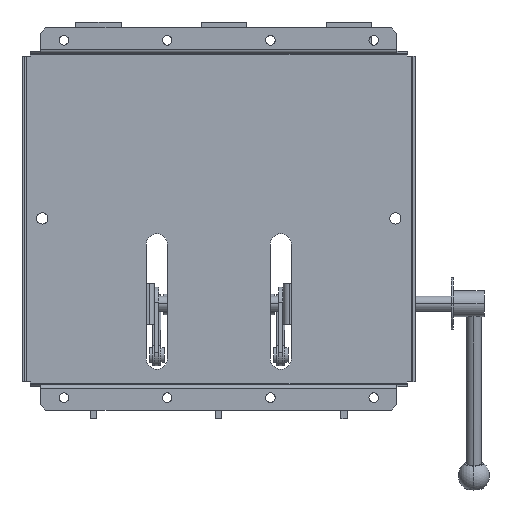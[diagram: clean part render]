
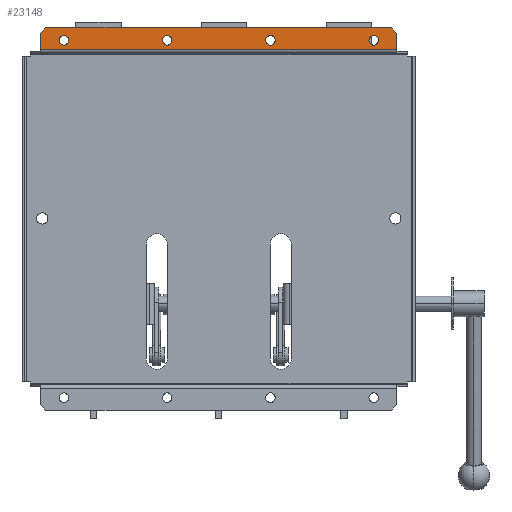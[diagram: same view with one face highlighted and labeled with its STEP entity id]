
A CAD part, front view. The second image highlights one B-rep face of the part: STEP entity #23148.
In plain terms, the highlighted planar face has unit normal (0, -1, 0).
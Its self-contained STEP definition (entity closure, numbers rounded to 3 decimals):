
#869 = FACE_BOUND ( 'NONE', #37679, .T. ) ;
#1182 = DIRECTION ( 'NONE',  ( -1., 0., 0. ) ) ;
#1624 = DIRECTION ( 'NONE',  ( 0., -1., 0. ) ) ;
#2868 = VERTEX_POINT ( 'NONE', #4910 ) ;
#3249 = CARTESIAN_POINT ( 'NONE',  ( 150., -22., 173. ) ) ;
#3559 = FACE_BOUND ( 'NONE', #26606, .T. ) ;
#3919 = EDGE_CURVE ( 'NONE', #31902, #21556, #30760, .T. ) ;
#3948 = ORIENTED_EDGE ( 'NONE', *, *, #24272, .T. ) ;
#4553 = VERTEX_POINT ( 'NONE', #34707 ) ;
#4910 = CARTESIAN_POINT ( 'NONE',  ( -50., -22., 168.4 ) ) ;
#5149 = DIRECTION ( 'NONE',  ( 0., 0., 1. ) ) ;
#5422 = VERTEX_POINT ( 'NONE', #31159 ) ;
#5623 = ORIENTED_EDGE ( 'NONE', *, *, #43644, .F. ) ;
#5843 = VECTOR ( 'NONE', #10579, 1000. ) ;
#6941 = CARTESIAN_POINT ( 'NONE',  ( -172.5, -22., 164. ) ) ;
#7030 = ORIENTED_EDGE ( 'NONE', *, *, #8757, .T. ) ;
#7348 = CIRCLE ( 'NONE', #31200, 4.6 ) ;
#7658 = ORIENTED_EDGE ( 'NONE', *, *, #10656, .T. ) ;
#8052 = VECTOR ( 'NONE', #5149, 1000. ) ;
#8298 = DIRECTION ( 'NONE',  ( 0., -1., 0. ) ) ;
#8460 = DIRECTION ( 'NONE',  ( -0.707, 0., 0.707 ) ) ;
#8607 = CARTESIAN_POINT ( 'NONE',  ( -50., -22., 173. ) ) ;
#8757 = EDGE_CURVE ( 'NONE', #17035, #20561, #27062, .T. ) ;
#9399 = PLANE ( 'NONE',  #10436 ) ;
#10039 = DIRECTION ( 'NONE',  ( 0., -1., 0. ) ) ;
#10436 = AXIS2_PLACEMENT_3D ( 'NONE', #44081, #13426, #26875 ) ;
#10579 = DIRECTION ( 'NONE',  ( -0.707, 0., -0.707 ) ) ;
#10635 = ORIENTED_EDGE ( 'NONE', *, *, #34968, .F. ) ;
#10656 = EDGE_CURVE ( 'NONE', #16764, #4553, #23677, .T. ) ;
#11273 = CARTESIAN_POINT ( 'NONE',  ( -50., -22., 173. ) ) ;
#11315 = VECTOR ( 'NONE', #42167, 1000. ) ;
#11580 = EDGE_LOOP ( 'NONE', ( #28683, #10635 ) ) ;
#11914 = CARTESIAN_POINT ( 'NONE',  ( 172.5, -22., 0. ) ) ;
#12204 = VERTEX_POINT ( 'NONE', #28328 ) ;
#12818 = CIRCLE ( 'NONE', #30551, 4.6 ) ;
#12830 = LINE ( 'NONE', #34553, #5843 ) ;
#13181 = VERTEX_POINT ( 'NONE', #42694 ) ;
#13367 = DIRECTION ( 'NONE',  ( -1., 0., 0. ) ) ;
#13426 = DIRECTION ( 'NONE',  ( 0., 1., 0. ) ) ;
#13438 = CIRCLE ( 'NONE', #33662, 4.6 ) ;
#13739 = AXIS2_PLACEMENT_3D ( 'NONE', #17985, #42133, #21459 ) ;
#14403 = VERTEX_POINT ( 'NONE', #38119 ) ;
#14524 = CARTESIAN_POINT ( 'NONE',  ( 50., -22., 168.4 ) ) ;
#14599 = DIRECTION ( 'NONE',  ( 0., -1., 0. ) ) ;
#15564 = DIRECTION ( 'NONE',  ( -1., 0., 0. ) ) ;
#15693 = CARTESIAN_POINT ( 'NONE',  ( 167.5, -22., 185. ) ) ;
#15989 = FACE_OUTER_BOUND ( 'NONE', #32944, .T. ) ;
#16764 = VERTEX_POINT ( 'NONE', #35080 ) ;
#17035 = VERTEX_POINT ( 'NONE', #42516 ) ;
#17236 = VERTEX_POINT ( 'NONE', #28026 ) ;
#17985 = CARTESIAN_POINT ( 'NONE',  ( -150., -22., 173. ) ) ;
#18101 = AXIS2_PLACEMENT_3D ( 'NONE', #36002, #1624, #1182 ) ;
#19291 = VECTOR ( 'NONE', #41297, 1000. ) ;
#19464 = CARTESIAN_POINT ( 'NONE',  ( 50., -22., 173. ) ) ;
#19630 = CARTESIAN_POINT ( 'NONE',  ( -172.5, -22., 0. ) ) ;
#19638 = CARTESIAN_POINT ( 'NONE',  ( -172.5, -22., 164. ) ) ;
#20228 = EDGE_CURVE ( 'NONE', #16764, #20561, #30052, .T. ) ;
#20561 = VERTEX_POINT ( 'NONE', #19638 ) ;
#20758 = LINE ( 'NONE', #15693, #39615 ) ;
#21365 = CARTESIAN_POINT ( 'NONE',  ( -167.5, -22., 185. ) ) ;
#21459 = DIRECTION ( 'NONE',  ( -1., 0., 0. ) ) ;
#21556 = VERTEX_POINT ( 'NONE', #21365 ) ;
#21774 = CARTESIAN_POINT ( 'NONE',  ( 0., -22., 185. ) ) ;
#21922 = EDGE_CURVE ( 'NONE', #17236, #5422, #32760, .T. ) ;
#22472 = CIRCLE ( 'NONE', #13739, 4.6 ) ;
#22980 = FACE_BOUND ( 'NONE', #35564, .T. ) ;
#23148 = ADVANCED_FACE ( 'NONE', ( #22980, #36467, #3559, #869, #15989 ), #9399, .F. ) ;
#23458 = VERTEX_POINT ( 'NONE', #24580 ) ;
#23579 = AXIS2_PLACEMENT_3D ( 'NONE', #8607, #8298, #32855 ) ;
#23677 = LINE ( 'NONE', #11914, #8052 ) ;
#24272 = EDGE_CURVE ( 'NONE', #4553, #31902, #20758, .T. ) ;
#24580 = CARTESIAN_POINT ( 'NONE',  ( -150., -22., 168.4 ) ) ;
#24703 = ORIENTED_EDGE ( 'NONE', *, *, #34184, .F. ) ;
#24998 = DIRECTION ( 'NONE',  ( -1., 0., 0. ) ) ;
#25461 = CARTESIAN_POINT ( 'NONE',  ( 167.5, -22., 185. ) ) ;
#26606 = EDGE_LOOP ( 'NONE', ( #5623, #36127 ) ) ;
#26875 = DIRECTION ( 'NONE',  ( -1., 0., 0. ) ) ;
#27062 = LINE ( 'NONE', #19630, #36730 ) ;
#27348 = EDGE_CURVE ( 'NONE', #35467, #14403, #13438, .T. ) ;
#27793 = CIRCLE ( 'NONE', #18101, 4.6 ) ;
#28026 = CARTESIAN_POINT ( 'NONE',  ( 150., -22., 177.6 ) ) ;
#28145 = EDGE_CURVE ( 'NONE', #21556, #17035, #12830, .T. ) ;
#28328 = CARTESIAN_POINT ( 'NONE',  ( -150., -22., 177.6 ) ) ;
#28683 = ORIENTED_EDGE ( 'NONE', *, *, #21922, .F. ) ;
#30052 = LINE ( 'NONE', #6941, #19291 ) ;
#30551 = AXIS2_PLACEMENT_3D ( 'NONE', #30687, #10039, #34128 ) ;
#30558 = CARTESIAN_POINT ( 'NONE',  ( -150., -22., 173. ) ) ;
#30687 = CARTESIAN_POINT ( 'NONE',  ( 50., -22., 173. ) ) ;
#30760 = LINE ( 'NONE', #21774, #11315 ) ;
#31159 = CARTESIAN_POINT ( 'NONE',  ( 150., -22., 168.4 ) ) ;
#31200 = AXIS2_PLACEMENT_3D ( 'NONE', #11273, #14599, #24998 ) ;
#31902 = VERTEX_POINT ( 'NONE', #25461 ) ;
#32412 = ORIENTED_EDGE ( 'NONE', *, *, #37790, .F. ) ;
#32760 = CIRCLE ( 'NONE', #34667, 4.6 ) ;
#32855 = DIRECTION ( 'NONE',  ( -1., 0., 0. ) ) ;
#32944 = EDGE_LOOP ( 'NONE', ( #40289, #42450, #7030, #41170, #7658, #3948 ) ) ;
#33662 = AXIS2_PLACEMENT_3D ( 'NONE', #19464, #43616, #15564 ) ;
#34128 = DIRECTION ( 'NONE',  ( -1., 0., 0. ) ) ;
#34184 = EDGE_CURVE ( 'NONE', #12204, #23458, #22472, .T. ) ;
#34430 = DIRECTION ( 'NONE',  ( -1., 0., 0. ) ) ;
#34553 = CARTESIAN_POINT ( 'NONE',  ( -172.5, -22., 180. ) ) ;
#34667 = AXIS2_PLACEMENT_3D ( 'NONE', #3249, #37598, #34430 ) ;
#34707 = CARTESIAN_POINT ( 'NONE',  ( 172.5, -22., 180. ) ) ;
#34968 = EDGE_CURVE ( 'NONE', #5422, #17236, #27793, .T. ) ;
#35080 = CARTESIAN_POINT ( 'NONE',  ( 172.5, -22., 164. ) ) ;
#35081 = EDGE_CURVE ( 'NONE', #2868, #13181, #40713, .T. ) ;
#35467 = VERTEX_POINT ( 'NONE', #14524 ) ;
#35564 = EDGE_LOOP ( 'NONE', ( #24703, #39398 ) ) ;
#36002 = CARTESIAN_POINT ( 'NONE',  ( 150., -22., 173. ) ) ;
#36127 = ORIENTED_EDGE ( 'NONE', *, *, #27348, .F. ) ;
#36134 = EDGE_CURVE ( 'NONE', #23458, #12204, #37172, .T. ) ;
#36320 = AXIS2_PLACEMENT_3D ( 'NONE', #30558, #40540, #13367 ) ;
#36467 = FACE_BOUND ( 'NONE', #11580, .T. ) ;
#36730 = VECTOR ( 'NONE', #43786, 1000. ) ;
#37172 = CIRCLE ( 'NONE', #36320, 4.6 ) ;
#37598 = DIRECTION ( 'NONE',  ( 0., -1., 0. ) ) ;
#37679 = EDGE_LOOP ( 'NONE', ( #32412, #38173 ) ) ;
#37790 = EDGE_CURVE ( 'NONE', #13181, #2868, #7348, .T. ) ;
#38119 = CARTESIAN_POINT ( 'NONE',  ( 50., -22., 177.6 ) ) ;
#38173 = ORIENTED_EDGE ( 'NONE', *, *, #35081, .F. ) ;
#39398 = ORIENTED_EDGE ( 'NONE', *, *, #36134, .F. ) ;
#39615 = VECTOR ( 'NONE', #8460, 1000. ) ;
#40289 = ORIENTED_EDGE ( 'NONE', *, *, #3919, .T. ) ;
#40540 = DIRECTION ( 'NONE',  ( 0., -1., 0. ) ) ;
#40713 = CIRCLE ( 'NONE', #23579, 4.6 ) ;
#41170 = ORIENTED_EDGE ( 'NONE', *, *, #20228, .F. ) ;
#41297 = DIRECTION ( 'NONE',  ( -1., 0., 0. ) ) ;
#42133 = DIRECTION ( 'NONE',  ( 0., -1., 0. ) ) ;
#42167 = DIRECTION ( 'NONE',  ( -1., 0., 0. ) ) ;
#42450 = ORIENTED_EDGE ( 'NONE', *, *, #28145, .T. ) ;
#42516 = CARTESIAN_POINT ( 'NONE',  ( -172.5, -22., 180. ) ) ;
#42694 = CARTESIAN_POINT ( 'NONE',  ( -50., -22., 177.6 ) ) ;
#43616 = DIRECTION ( 'NONE',  ( 0., -1., 0. ) ) ;
#43644 = EDGE_CURVE ( 'NONE', #14403, #35467, #12818, .T. ) ;
#43786 = DIRECTION ( 'NONE',  ( 0., 0., -1. ) ) ;
#44081 = CARTESIAN_POINT ( 'NONE',  ( 0., -22., 0. ) ) ;
